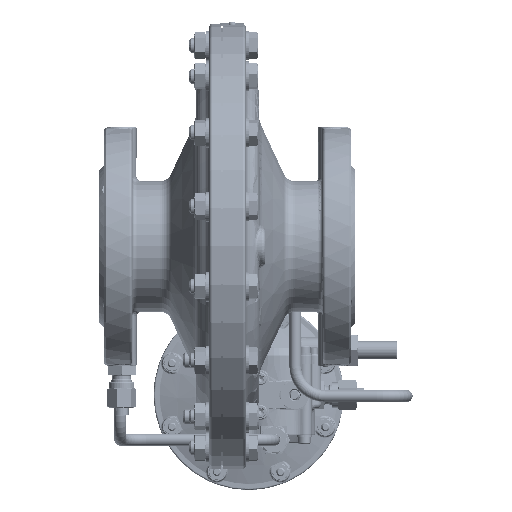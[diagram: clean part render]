
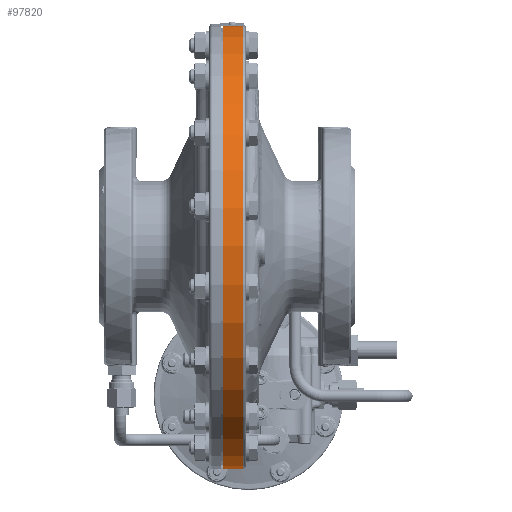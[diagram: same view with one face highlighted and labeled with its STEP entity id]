
A CAD part, front view. The second image highlights one B-rep face of the part: STEP entity #97820.
In plain terms, the highlighted cylindrical face has radius 150 mm (diameter 300 mm), a partial arc.
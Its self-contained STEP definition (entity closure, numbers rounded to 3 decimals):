
#4172 = CARTESIAN_POINT ( 'NONE',  ( 48.5, 0., 0. ) ) ;
#10203 = ORIENTED_EDGE ( 'NONE', *, *, #164964, .T. ) ;
#19269 = DIRECTION ( 'NONE',  ( 0., 0., -1. ) ) ;
#24045 = EDGE_CURVE ( 'NONE', #47133, #161344, #76925, .T. ) ;
#24548 = ORIENTED_EDGE ( 'NONE', *, *, #183780, .F. ) ;
#37682 = CYLINDRICAL_SURFACE ( 'NONE', #156173, 150. ) ;
#38838 = LINE ( 'NONE', #150140, #113944 ) ;
#39770 = DIRECTION ( 'NONE',  ( -1., 0., 0. ) ) ;
#39780 = AXIS2_PLACEMENT_3D ( 'NONE', #167237, #77439, #182277 ) ;
#41501 = CIRCLE ( 'NONE', #39780, 150. ) ;
#47133 = VERTEX_POINT ( 'NONE', #75233 ) ;
#57969 = EDGE_CURVE ( 'NONE', #102067, #161344, #38838, .T. ) ;
#60379 = DIRECTION ( 'NONE',  ( -1., 0., 0. ) ) ;
#73585 = VECTOR ( 'NONE', #115324, 1000. ) ;
#75233 = CARTESIAN_POINT ( 'NONE',  ( 48.5, 0., -150. ) ) ;
#76925 = CIRCLE ( 'NONE', #191007, 150. ) ;
#77439 = DIRECTION ( 'NONE',  ( -1., 0., 0. ) ) ;
#86281 = DIRECTION ( 'NONE',  ( 0., 0., -1. ) ) ;
#97820 = ADVANCED_FACE ( 'NONE', ( #157309 ), #37682, .T. ) ;
#100317 = CARTESIAN_POINT ( 'NONE',  ( 61.5, 0., -150. ) ) ;
#101288 = VERTEX_POINT ( 'NONE', #100317 ) ;
#102067 = VERTEX_POINT ( 'NONE', #114747 ) ;
#109214 = DIRECTION ( 'NONE',  ( -1., 0., 0. ) ) ;
#113944 = VECTOR ( 'NONE', #60379, 1000. ) ;
#114747 = CARTESIAN_POINT ( 'NONE',  ( 61.5, 0., 150. ) ) ;
#115324 = DIRECTION ( 'NONE',  ( -1., 0., 0. ) ) ;
#132892 = ORIENTED_EDGE ( 'NONE', *, *, #24045, .F. ) ;
#135091 = CARTESIAN_POINT ( 'NONE',  ( 45.5, 0., -150. ) ) ;
#139990 = EDGE_LOOP ( 'NONE', ( #10203, #152746, #132892, #24548 ) ) ;
#150140 = CARTESIAN_POINT ( 'NONE',  ( 45.5, 0., 150. ) ) ;
#152746 = ORIENTED_EDGE ( 'NONE', *, *, #57969, .T. ) ;
#156173 = AXIS2_PLACEMENT_3D ( 'NONE', #159692, #39770, #86281 ) ;
#157309 = FACE_OUTER_BOUND ( 'NONE', #139990, .T. ) ;
#159692 = CARTESIAN_POINT ( 'NONE',  ( 45.5, 0., 0. ) ) ;
#161344 = VERTEX_POINT ( 'NONE', #169308 ) ;
#164964 = EDGE_CURVE ( 'NONE', #101288, #102067, #41501, .T. ) ;
#167237 = CARTESIAN_POINT ( 'NONE',  ( 61.5, 0., 0. ) ) ;
#169308 = CARTESIAN_POINT ( 'NONE',  ( 48.5, 0., 150. ) ) ;
#182277 = DIRECTION ( 'NONE',  ( 0., 0., 1. ) ) ;
#183780 = EDGE_CURVE ( 'NONE', #101288, #47133, #193135, .T. ) ;
#191007 = AXIS2_PLACEMENT_3D ( 'NONE', #4172, #109214, #19269 ) ;
#193135 = LINE ( 'NONE', #135091, #73585 ) ;
